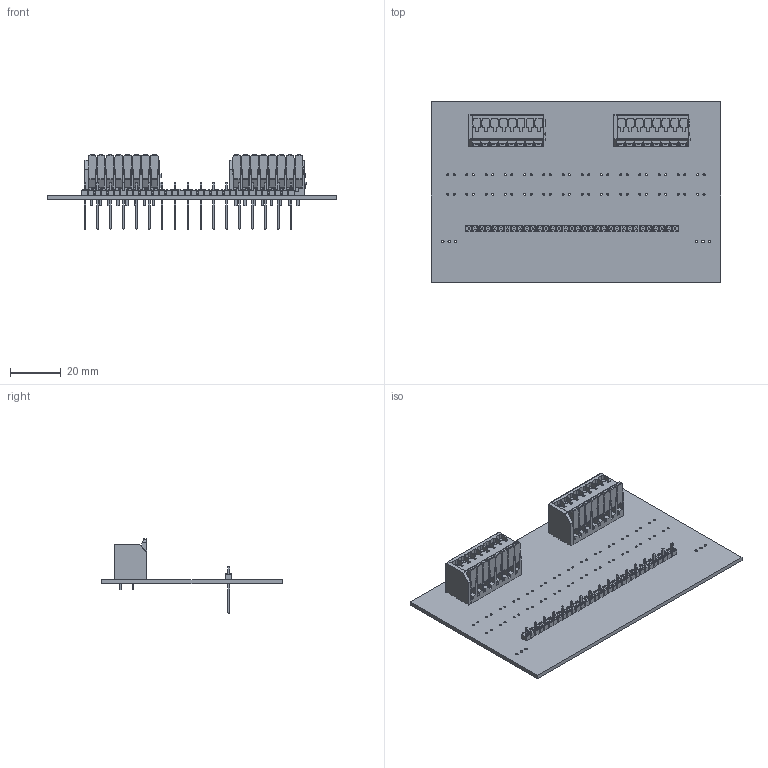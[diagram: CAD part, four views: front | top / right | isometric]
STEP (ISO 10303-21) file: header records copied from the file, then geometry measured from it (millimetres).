
FILE_DESCRIPTION(('KiCad electronic assembly'),'2;1');
FILE_NAME('inputs.step','2025-04-05T16:27:42',('Pcbnew'),('Kicad'), 'Open CASCADE STEP processor 7.8','KiCad to STEP converter','Unknown' );
FILE_SCHEMA(('AUTOMOTIVE_DESIGN { 1 0 10303 214 1 1 1 1 }'));
Length unit declared in the file: millimetre
Products named in the file (6): inputs 1; HTSW-217-15-T-S; 2601-3108; _autosave-inputs_PCB
Assembly tree (6 placements, depth 3):
  inputs 1
    HTSW-217-15-T-S
      HTSW-217-15-T-S
    2601-3108  x2
      2601-3108
    _autosave-inputs_PCB
Bounding box: 114 x 71 x 29.33 mm (x, y, z)
Volume: 22998.8 mm3; surface area: 27228.8 mm2
Topology: 6 solids, 6 shells, 3741 faces, 10169 edges, 6598 vertices
Faces by surface type: plane 2792, cylinder 949
Full cylindrical faces by diameter (mm): 0.8 x56, 0.9 x2, 1 x6, 1.02 x17, 1.2 x32
Entity records: 91326 total; most frequent: CARTESIAN_POINT 14863, ORIENTED_EDGE 14554, DIRECTION 13659, EDGE_CURVE 7277, LINE 6195, VECTOR 6195, VERTEX_POINT 4674, AXIS2_PLACEMENT_3D 3732
